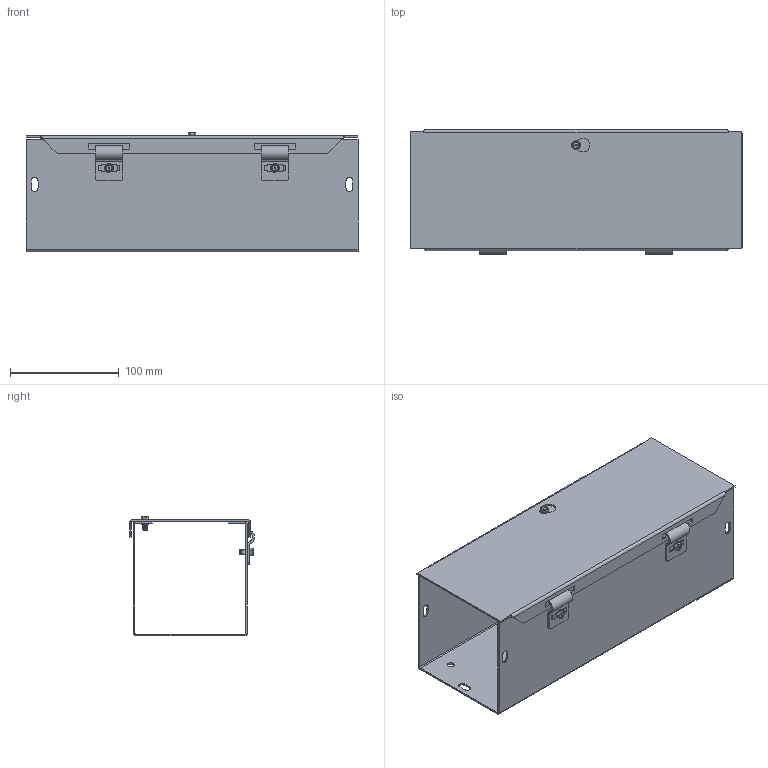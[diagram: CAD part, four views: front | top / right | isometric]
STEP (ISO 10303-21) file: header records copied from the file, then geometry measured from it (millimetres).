
FILE_DESCRIPTION(/* description */ ('HS, NK, BLR 4X4X12'),/* implementation_level */ '2;1');
FILE_NAME(/* name */ 'HS441NK.stp',/* time_stamp */ '2017-06-22T19:34:18+05:00',/* author */ ('vdas'),/* organization */ (''),/* preprocessor_version */ 'ST-DEVELOPER v16.1',/* originating_system */ 'Autodesk Inventor 2016',/* authorisation */ '');
FILE_SCHEMA (('AUTOMOTIVE_DESIGN { 1 0 10303 214 3 1 1 }'));
Length unit declared in the file: inch
Products named in the file (5): HS441NKBLR; HS441NKLID; 372141; 31816; HS441NK
Assembly tree (7 placements, depth 2):
  HS441NK
    HS441NKBLR
    HS441NKLID
    372141  x3
    31816  x2
Bounding box: 304.8 x 114.74 x 109.79 mm (x, y, z)
Volume: 230158.8 mm3; surface area: 294616 mm2
Topology: 7 solids, 7 shells, 458 faces, 1141 edges, 700 vertices
Faces by surface type: plane 240, cylinder 93, cone 81, torus 38, bspline 6
Full cylindrical faces by diameter (mm): 4.089 x3, 4.595 x24, 6.35 x4, 7.938 x3
Entity records: 8309 total; most frequent: CARTESIAN_POINT 1634, DIRECTION 1309, ORIENTED_EDGE 1284, EDGE_CURVE 642, LINE 449, VECTOR 449, AXIS2_PLACEMENT_3D 430, VERTEX_POINT 425
